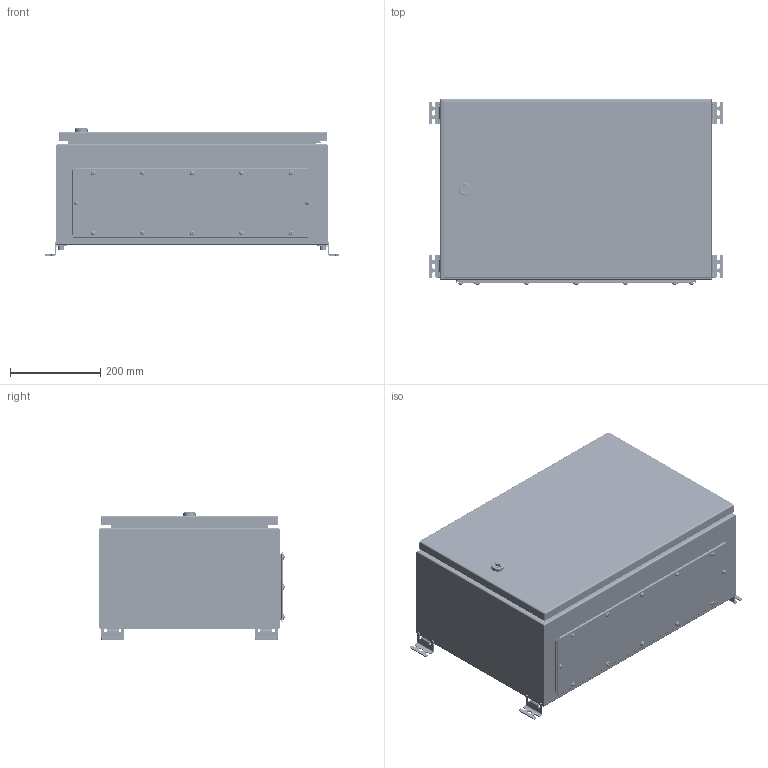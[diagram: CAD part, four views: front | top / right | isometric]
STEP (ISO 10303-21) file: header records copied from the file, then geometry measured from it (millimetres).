
FILE_DESCRIPTION (( 'STEP AP214' ), '1' );
FILE_NAME ('21.060.040.25.STEP', '2024-07-24T08:00:58', ( '' ), ( '' ), 'SwSTEP 2.0', 'SolidWorks 2021', '' );
FILE_SCHEMA (( 'AUTOMOTIVE_DESIGN' ));
Length unit declared in the file: millimetre
Products named in the file (34): Äâåðíîå ïîëîòíî W600H400; ﾇ瑟鶴 MS-705-3D; Âèíò DIN 967 Ì5õ16 ñ ïîëóêðóãëîé ãîëîâêîé ñ êðåñòîîáðàçíûì øëèöåì; Áîëò Ì6õ10 ñ øåñòèãðàííîé ãîëîâêîé ñ ïðåññøàéáîé; Çàêëåïêà ðåçüáîâàÿ Ì8 øåñòèãðàííàÿ ñ óìåíüøåííûì áîðòîì; Äâåðü W600H400; 嵑謺麃 瀁蠉澼鍣 094; 螺母_1; Âòóëêà øàðíèðà; 墊片_1; Ïåòëÿ ùèòîâàÿ ïðèâàðíàÿ; 署赅 W530D150; 鎖芯_1; Ïðîêëàäêà êðûøêè ÄÌ W530D150; 鐵墊圈_1; 471.100 Íàñòåííîå êðåïëåíèå; Çàêëåïêà ðåçüáîâàÿ Ì5 øåñòèãðàííàÿ ñ óìåíüøåííûì áîðòîì; 昢膼碴鍣 膰豵鵨 W600H400D250; Øïèëüêà ïðèâàðíàÿ Ì6õ16; 剒蜲錪_30403583_MESAN; Ãàñêåòèíã äâåðè W600H400; 妈眚 DIN 912-󋔊0-Zn; Ëåâàÿ ñòåíêà H400D250; 嵑謺麃; Ãàéêà M6 DIN6923.step; Øïèëüêà ïðèâàðíàÿ Ì6õ25; Ðåçèíêà øàðíèðà; 主體_1; Ïðàâàÿ ñòåíêà H400D250; 小頭螺絲_1; 昑 W600H400; Ïðîôèëü äâåðíîé H400; 21.060.040.25; 扻豵鵨 W600H400D250
Assembly tree (82 placements, depth 4):
  21.060.040.25
    昢膼碴鍣 膰豵鵨 W600H400D250
      扻豵鵨 W600H400D250
      Ïðàâàÿ ñòåíêà H400D250
      Ëåâàÿ ñòåíêà H400D250
      Øïèëüêà ïðèâàðíàÿ Ì6õ16  x4
      Øïèëüêà ïðèâàðíàÿ Ì6õ25  x4
      Çàêëåïêà ðåçüáîâàÿ Ì8 øåñòèãðàííàÿ ñ óìåíüøåííûì áîðòîì  x4
      Çàêëåïêà ðåçüáîâàÿ Ì5 øåñòèãðàííàÿ ñ óìåíüøåííûì áîðòîì  x12
    Äâåðü W600H400
      Äâåðíîå ïîëîòíî W600H400
      Ãàñêåòèíã äâåðè W600H400
      Ïðîôèëü äâåðíîé H400  x2
      Øïèëüêà ïðèâàðíàÿ Ì6õ16  x2
      Ïåòëÿ ùèòîâàÿ ïðèâàðíàÿ  x2
      ﾇ瑟鶴 MS-705-3D
        主體_1
        鎖芯_1
        墊片_1
        螺母_1
        鐵墊圈_1  x2
        小頭螺絲_1
        剒蜲錪_30403583_MESAN
    嵑謺麃 瀁蠉澼鍣 094  x2
      嵑謺麃
      Âòóëêà øàðíèðà
      Ðåçèíêà øàðíèðà
    昑 W600H400
    Ãàéêà M6 DIN6923.step  x4
    署赅 W530D150
    Âèíò DIN 967 Ì5õ16 ñ ïîëóêðóãëîé ãîëîâêîé ñ êðåñòîîáðàçíûì øëèöåì  x12
    471.100 Íàñòåííîå êðåïëåíèå  x4
    妈眚 DIN 912-󋔊0-Zn  x4
    Áîëò Ì6õ10 ñ øåñòèãðàííîé ãîëîâêîé ñ ïðåññøàéáîé  x4
    Ïðîêëàäêà êðûøêè ÄÌ W530D150
Bounding box: 652 x 411.09 x 281.6 mm (x, y, z)
Volume: 2248953.4 mm3; surface area: 2860972.4 mm2
Topology: 80 solids, 80 shells, 3841 faces, 9754 edges, 6127 vertices
Faces by surface type: plane 1624, cylinder 1510, bspline 268, cone 245, torus 160, sphere 34
Entity records: 73042 total; most frequent: CARTESIAN_POINT 27698, ORIENTED_EDGE 8630, DIRECTION 7244, EDGE_CURVE 4315, VERTEX_POINT 2728, AXIS2_PLACEMENT_3D 2504, VECTOR 2236, LINE 2236
